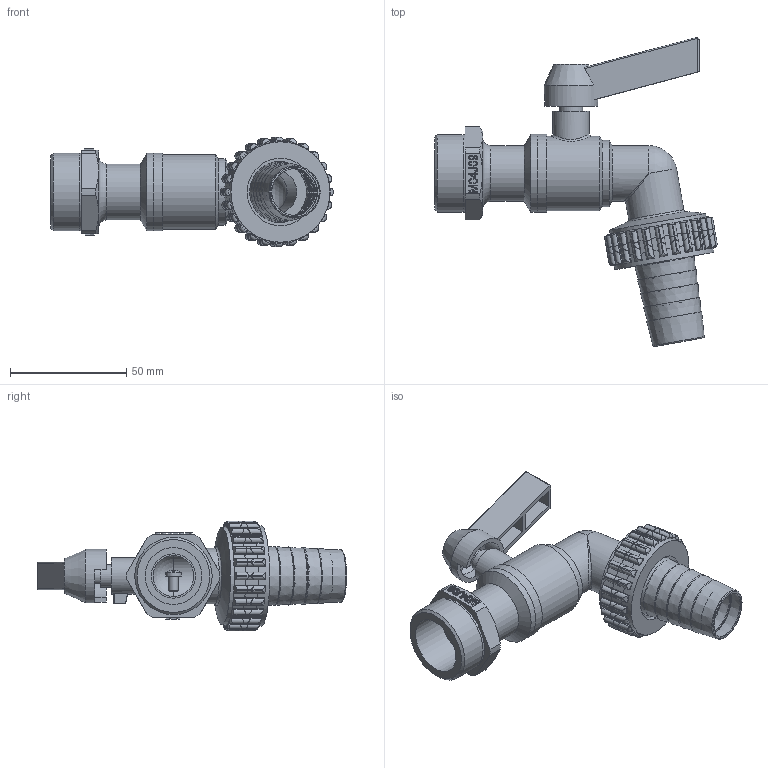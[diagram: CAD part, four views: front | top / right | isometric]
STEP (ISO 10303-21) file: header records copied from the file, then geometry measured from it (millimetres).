
FILE_DESCRIPTION( ( 'Unknown' ), '1' );
FILE_NAME( '840-1-STEP-KUNDE.stp', 'Unknown', ( 'Unknown' ), ( 'Unknown' ), 'PSStep 13.0', 'Unknown', ' ' );
FILE_SCHEMA( ( 'AUTOMOTIVE_DESIGN { 1 0 10303 214 1 1 1 1 }' ) );
Length unit declared in the file: millimetre
Products named in the file (11): Assem1; 840-06-Schlauchverschraubung-co; 840-06-Kvrper-co-oa0; 840-06-Einschraubteil; 840-06-Kvrper; 840-06-Spindel; 840-06-Griff; 840-06-Mutter; 840-06-Dichtung; 840-06-Schlauch-v; Linsenkopfschraube M4x8
Bounding box: 121.28 x 132.78 x 47.2 mm (x, y, z)
Volume: 163637.5 mm3; surface area: 136559.8 mm2
Topology: 21 solids, 21 shells, 1871 faces, 5097 edges, 3392 vertices
Faces by surface type: plane 1251, cylinder 391, cone 110, torus 94, sphere 10, bspline 9, revolution 6
Full cylindrical faces by diameter (mm): 3.3 x4, 4 x2, 6.6 x2, 6.9 x4, 8.8 x2, 9.9 x6, 10 x3, 10.8 x2, 11 x3, 15.5 x3, 17.5 x6, 19 x11, 20 x3, 23 x2, 24 x9, 24.4 x3, 25 x6, 27.4 x3, 28.2 x6, 28.5 x6, 29 x3, 30 x6, 31 x3, 32 x3, 33.249 x3, 33.25 x3, 33.5 x6, 38 x3, 38.952 x3, 41.91 x3
Entity records: 36395 total; most frequent: CARTESIAN_POINT 14826, ORIENTED_EDGE 3340, DIRECTION 3228, EDGE_CURVE 1670, VERTEX_POINT 1163, LINE 1106, VECTOR 1106, AXIS2_PLACEMENT_3D 1060
